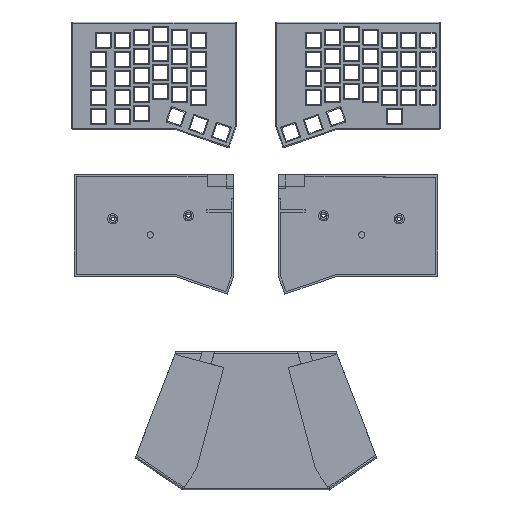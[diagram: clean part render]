
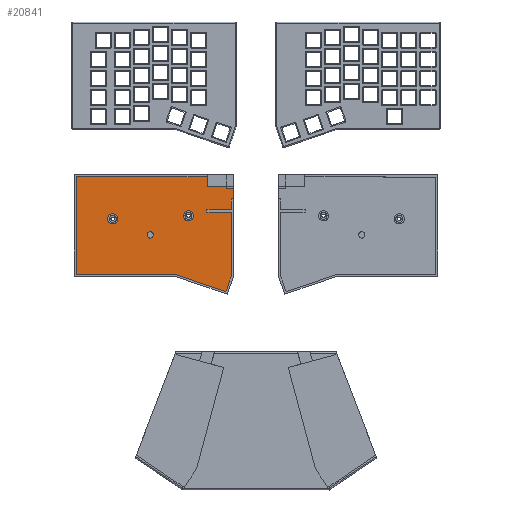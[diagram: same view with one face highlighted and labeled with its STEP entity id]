
A CAD part, top view. The second image highlights one B-rep face of the part: STEP entity #20841.
In plain terms, the highlighted planar face has unit normal (0, 0, 1).
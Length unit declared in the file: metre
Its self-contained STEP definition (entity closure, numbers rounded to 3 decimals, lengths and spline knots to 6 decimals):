
#337=CIRCLE('',#22365,0.003125);
#338=CIRCLE('',#22366,0.005);
#339=CIRCLE('',#22367,0.005);
#3932=ORIENTED_EDGE('',*,*,#8534,.F.);
#3933=ORIENTED_EDGE('',*,*,#8535,.F.);
#3934=ORIENTED_EDGE('',*,*,#8490,.F.);
#3935=ORIENTED_EDGE('',*,*,#8497,.F.);
#3936=ORIENTED_EDGE('',*,*,#8502,.T.);
#3937=ORIENTED_EDGE('',*,*,#8536,.F.);
#3938=ORIENTED_EDGE('',*,*,#8537,.T.);
#3939=ORIENTED_EDGE('',*,*,#8538,.T.);
#3940=ORIENTED_EDGE('',*,*,#8539,.T.);
#3941=ORIENTED_EDGE('',*,*,#8540,.T.);
#3942=ORIENTED_EDGE('',*,*,#8541,.T.);
#3943=ORIENTED_EDGE('',*,*,#8542,.F.);
#3944=ORIENTED_EDGE('',*,*,#8543,.F.);
#3945=ORIENTED_EDGE('',*,*,#8544,.T.);
#3946=ORIENTED_EDGE('',*,*,#8545,.T.);
#3947=ORIENTED_EDGE('',*,*,#8546,.F.);
#3948=ORIENTED_EDGE('',*,*,#8508,.F.);
#3949=ORIENTED_EDGE('',*,*,#8547,.F.);
#3950=ORIENTED_EDGE('',*,*,#8548,.F.);
#8490=EDGE_CURVE('',#11029,#11030,#13189,.T.);
#8497=EDGE_CURVE('',#11035,#11029,#13196,.T.);
#8502=EDGE_CURVE('',#11035,#11039,#13201,.T.);
#8508=EDGE_CURVE('',#11045,#11046,#13207,.T.);
#8534=EDGE_CURVE('',#11063,#11063,#337,.T.);
#8535=EDGE_CURVE('',#11030,#11045,#13229,.T.);
#8536=EDGE_CURVE('',#11064,#11039,#13230,.T.);
#8537=EDGE_CURVE('',#11064,#11065,#13231,.T.);
#8538=EDGE_CURVE('',#11065,#11066,#13232,.T.);
#8539=EDGE_CURVE('',#11066,#11067,#13233,.T.);
#8540=EDGE_CURVE('',#11067,#11068,#13234,.T.);
#8541=EDGE_CURVE('',#11068,#11069,#13235,.T.);
#8542=EDGE_CURVE('',#11070,#11069,#13236,.T.);
#8543=EDGE_CURVE('',#11071,#11070,#13237,.T.);
#8544=EDGE_CURVE('',#11071,#11072,#13238,.T.);
#8545=EDGE_CURVE('',#11072,#11073,#13239,.T.);
#8546=EDGE_CURVE('',#11046,#11073,#13240,.T.);
#8547=EDGE_CURVE('',#11074,#11074,#338,.T.);
#8548=EDGE_CURVE('',#11075,#11075,#339,.T.);
#11029=VERTEX_POINT('',#32188);
#11030=VERTEX_POINT('',#32190);
#11035=VERTEX_POINT('',#32202);
#11039=VERTEX_POINT('',#32212);
#11045=VERTEX_POINT('',#32225);
#11046=VERTEX_POINT('',#32227);
#11063=VERTEX_POINT('',#32277);
#11064=VERTEX_POINT('',#32280);
#11065=VERTEX_POINT('',#32282);
#11066=VERTEX_POINT('',#32284);
#11067=VERTEX_POINT('',#32286);
#11068=VERTEX_POINT('',#32288);
#11069=VERTEX_POINT('',#32290);
#11070=VERTEX_POINT('',#32292);
#11071=VERTEX_POINT('',#32294);
#11072=VERTEX_POINT('',#32296);
#11073=VERTEX_POINT('',#32298);
#11074=VERTEX_POINT('',#32301);
#11075=VERTEX_POINT('',#32303);
#13189=LINE('',#32189,#15489);
#13196=LINE('',#32203,#15496);
#13201=LINE('',#32213,#15501);
#13207=LINE('',#32226,#15507);
#13229=LINE('',#32278,#15529);
#13230=LINE('',#32279,#15530);
#13231=LINE('',#32281,#15531);
#13232=LINE('',#32283,#15532);
#13233=LINE('',#32285,#15533);
#13234=LINE('',#32287,#15534);
#13235=LINE('',#32289,#15535);
#13236=LINE('',#32291,#15536);
#13237=LINE('',#32293,#15537);
#13238=LINE('',#32295,#15538);
#13239=LINE('',#32297,#15539);
#13240=LINE('',#32299,#15540);
#15489=VECTOR('',#26109,1.);
#15496=VECTOR('',#26118,1.);
#15501=VECTOR('',#26125,1.);
#15507=VECTOR('',#26133,1.);
#15529=VECTOR('',#26179,1.);
#15530=VECTOR('',#26180,1.);
#15531=VECTOR('',#26181,1.);
#15532=VECTOR('',#26182,1.);
#15533=VECTOR('',#26183,1.);
#15534=VECTOR('',#26184,1.);
#15535=VECTOR('',#26185,1.);
#15536=VECTOR('',#26186,1.);
#15537=VECTOR('',#26187,1.);
#15538=VECTOR('',#26188,1.);
#15539=VECTOR('',#26189,1.);
#15540=VECTOR('',#26190,1.);
#17357=EDGE_LOOP('',(#3932));
#17358=EDGE_LOOP('',(#3933,#3934,#3935,#3936,#3937,#3938,#3939,#3940,#3941,
#3942,#3943,#3944,#3945,#3946,#3947,#3948));
#17359=EDGE_LOOP('',(#3949));
#17360=EDGE_LOOP('',(#3950));
#18771=FACE_BOUND('',#17357,.T.);
#18772=FACE_BOUND('',#17358,.T.);
#18773=FACE_BOUND('',#17359,.T.);
#18774=FACE_BOUND('',#17360,.T.);
#19902=PLANE('',#22364);
#20841=ADVANCED_FACE('',(#18771,#18772,#18773,#18774),#19902,.T.);
#22364=AXIS2_PLACEMENT_3D('',#32275,#26175,#26176);
#22365=AXIS2_PLACEMENT_3D('',#32276,#26177,#26178);
#22366=AXIS2_PLACEMENT_3D('',#32300,#26191,#26192);
#22367=AXIS2_PLACEMENT_3D('',#32302,#26193,#26194);
#26109=DIRECTION('',(0.,-1.,0.));
#26118=DIRECTION('',(1.,0.,0.));
#26125=DIRECTION('',(0.,1.,0.));
#26133=DIRECTION('',(0.,-1.,0.));
#26175=DIRECTION('',(0.,0.,1.));
#26176=DIRECTION('',(1.,0.,0.));
#26177=DIRECTION('',(0.,0.,1.));
#26178=DIRECTION('',(1.,0.,0.));
#26179=DIRECTION('',(1.,0.,0.));
#26180=DIRECTION('',(1.,0.,0.));
#26181=DIRECTION('',(0.,-1.,0.));
#26182=DIRECTION('',(1.,0.,0.));
#26183=DIRECTION('',(0.946,-0.324,0.));
#26184=DIRECTION('',(0.324,0.946,0.));
#26185=DIRECTION('',(0.,1.,0.));
#26186=DIRECTION('',(1.,0.,0.));
#26187=DIRECTION('',(0.,-1.,0.));
#26188=DIRECTION('',(1.,0.,0.));
#26189=DIRECTION('',(0.,1.,0.));
#26190=DIRECTION('',(-1.,0.,0.));
#26191=DIRECTION('',(0.,0.,1.));
#26192=DIRECTION('',(1.,0.,0.));
#26193=DIRECTION('',(0.,0.,1.));
#26194=DIRECTION('',(1.,0.,0.));
#32188=CARTESIAN_POINT('',(-0.0295,-0.10147,0.));
#32189=CARTESIAN_POINT('',(-0.0295,-0.10272,0.));
#32190=CARTESIAN_POINT('',(-0.0295,-0.10397,0.));
#32202=CARTESIAN_POINT('',(-0.04875,-0.10147,0.));
#32203=CARTESIAN_POINT('',(-0.034903,-0.10147,0.));
#32212=CARTESIAN_POINT('',(-0.04875,-0.09172,0.));
#32213=CARTESIAN_POINT('',(-0.04875,-0.09072,0.));
#32225=CARTESIAN_POINT('',(-0.0225,-0.10397,0.));
#32226=CARTESIAN_POINT('',(-0.0225,-0.15247,0.));
#32227=CARTESIAN_POINT('',(-0.0225,-0.11397,0.));
#32275=CARTESIAN_POINT('',(0.,-0.17083,0.));
#32276=CARTESIAN_POINT('',(-0.1054,-0.14987,0.));
#32277=CARTESIAN_POINT('',(-0.102275,-0.14987,0.));
#32278=CARTESIAN_POINT('',(-0.024111,-0.10397,0.));
#32279=CARTESIAN_POINT('',(-0.174975,-0.09172,0.));
#32280=CARTESIAN_POINT('',(-0.178975,-0.09172,0.));
#32281=CARTESIAN_POINT('',(-0.178975,-0.18497,0.));
#32282=CARTESIAN_POINT('',(-0.178975,-0.18897,0.));
#32283=CARTESIAN_POINT('',(-0.12594,-0.18897,0.));
#32284=CARTESIAN_POINT('',(-0.080904,-0.18897,0.));
#32285=CARTESIAN_POINT('',(-0.033706,-0.205153,0.));
#32286=CARTESIAN_POINT('',(-0.029922,-0.20645,0.));
#32287=CARTESIAN_POINT('',(-0.025914,-0.19476,0.));
#32288=CARTESIAN_POINT('',(-0.0245,-0.190637,0.));
#32289=CARTESIAN_POINT('',(-0.0245,-0.158928,0.));
#32290=CARTESIAN_POINT('',(-0.0245,-0.12722,0.));
#32291=CARTESIAN_POINT('',(-0.036688,-0.12722,0.));
#32292=CARTESIAN_POINT('',(-0.048875,-0.12722,0.));
#32293=CARTESIAN_POINT('',(-0.048875,-0.12597,0.));
#32294=CARTESIAN_POINT('',(-0.048875,-0.12472,0.));
#32295=CARTESIAN_POINT('',(-0.036688,-0.12472,0.));
#32296=CARTESIAN_POINT('',(-0.0245,-0.12472,0.));
#32297=CARTESIAN_POINT('',(-0.0245,-0.119345,0.));
#32298=CARTESIAN_POINT('',(-0.0245,-0.11397,0.));
#32299=CARTESIAN_POINT('',(-0.0235,-0.11397,0.));
#32300=CARTESIAN_POINT('',(-0.0673,-0.13082,0.));
#32301=CARTESIAN_POINT('',(-0.0623,-0.13082,0.));
#32302=CARTESIAN_POINT('',(-0.14285,-0.13382,0.));
#32303=CARTESIAN_POINT('',(-0.13785,-0.13382,0.));
